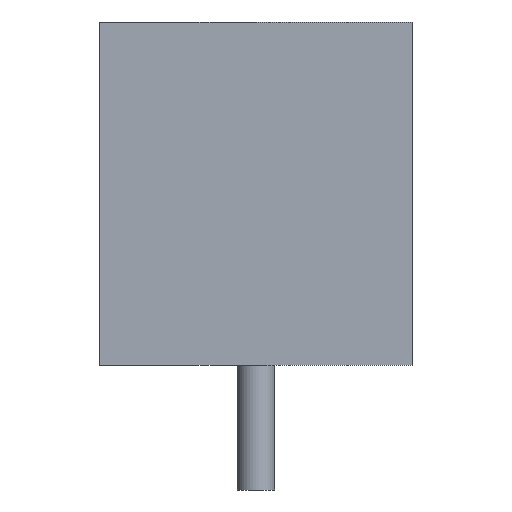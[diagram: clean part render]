
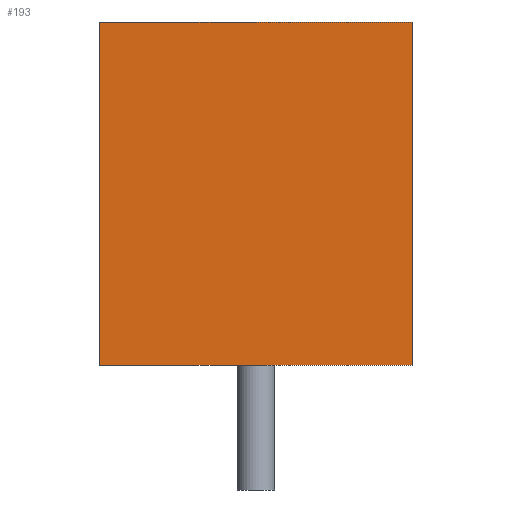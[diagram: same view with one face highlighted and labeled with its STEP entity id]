
A CAD part, left-side view. The second image highlights one B-rep face of the part: STEP entity #193.
In plain terms, the highlighted planar face has unit normal (-1, 0, 0).
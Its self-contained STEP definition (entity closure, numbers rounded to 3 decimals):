
#193=ADVANCED_FACE('',(#437),#439,.T.);
#437=FACE_BOUND('',#438,.T.);
#438=EDGE_LOOP('',(#632,#633,#634,#635));
#439=PLANE('',#440);
#440=AXIS2_PLACEMENT_3D('',#441,#442,#443);
#441=CARTESIAN_POINT('',(-12.,5.,0.));
#442=DIRECTION('',(-1.,0.,0.));
#443=DIRECTION('',(0.,-1.,0.));
#632=ORIENTED_EDGE('',*,*,#743,.T.);
#633=ORIENTED_EDGE('',*,*,#734,.T.);
#634=ORIENTED_EDGE('',*,*,#746,.F.);
#635=ORIENTED_EDGE('',*,*,#726,.F.);
#726=EDGE_CURVE('',#822,#824,#825,.T.);
#734=EDGE_CURVE('',#838,#836,#839,.T.);
#743=EDGE_CURVE('',#822,#838,#851,.T.);
#746=EDGE_CURVE('',#824,#836,#856,.T.);
#822=VERTEX_POINT('',#1006);
#824=VERTEX_POINT('',#1010);
#825=LINE('',#1011,#1012);
#836=VERTEX_POINT('',#1036);
#838=VERTEX_POINT('',#1040);
#839=LINE('',#1041,#1042);
#851=LINE('',#1071,#1072);
#856=LINE('',#1084,#1085);
#1006=CARTESIAN_POINT('',(-12.,5.,0.));
#1010=CARTESIAN_POINT('',(-12.,5.,11.));
#1011=CARTESIAN_POINT('',(-12.,5.,0.));
#1012=VECTOR('',#1013,1.);
#1013=DIRECTION('',(0.,0.,1.));
#1036=CARTESIAN_POINT('',(-12.,-5.,11.));
#1040=CARTESIAN_POINT('',(-12.,-5.,0.));
#1041=CARTESIAN_POINT('',(-12.,-5.,0.));
#1042=VECTOR('',#1043,1.);
#1043=DIRECTION('',(0.,0.,1.));
#1071=CARTESIAN_POINT('',(-12.,5.,0.));
#1072=VECTOR('',#1073,1.);
#1073=DIRECTION('',(0.,-1.,0.));
#1084=CARTESIAN_POINT('',(-12.,5.,11.));
#1085=VECTOR('',#1086,1.);
#1086=DIRECTION('',(0.,-1.,0.));
